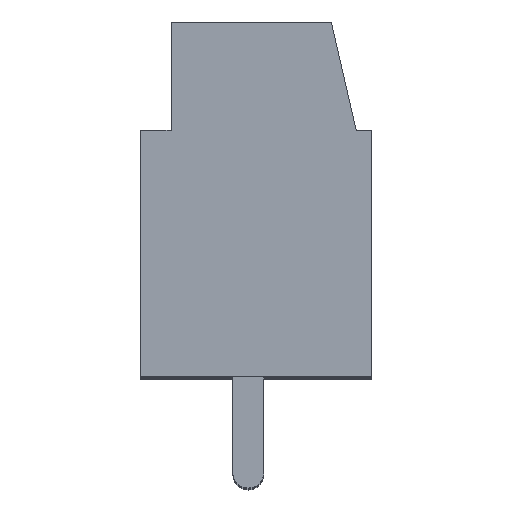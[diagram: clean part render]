
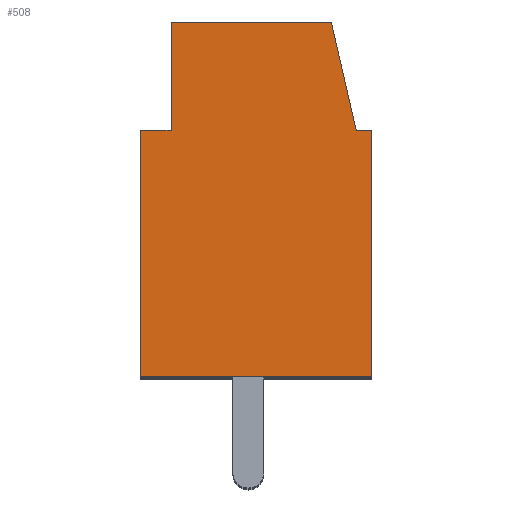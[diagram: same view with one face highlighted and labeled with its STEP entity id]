
A CAD part, top view. The second image highlights one B-rep face of the part: STEP entity #508.
In plain terms, the highlighted planar face has unit normal (0, 0, 1).
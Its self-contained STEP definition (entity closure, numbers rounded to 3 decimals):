
#508=ADVANCED_FACE( '', ( #927 ), #928, .T. );
#584=CARTESIAN_POINT( '', ( 0., 0., 0. ) );
#585=DIRECTION( '', ( 0., 0., 1. ) );
#586=DIRECTION( '', ( 1., 0., 0. ) );
#927=FACE_OUTER_BOUND( '', #1391, .T. );
#928=PLANE( '', #1392 );
#1391=EDGE_LOOP( '', ( #2573, #2574, #2575, #2576, #2577, #2578, #2579, #2580 ) );
#1392=AXIS2_PLACEMENT_3D( '', #2581, #585, #586 );
#1533=DIRECTION( '', ( 0., 1., 0. ) );
#1534=DIRECTION( '', ( -1., 0., 0. ) );
#1572=DIRECTION( '', ( 0., -1., 0. ) );
#2573=ORIENTED_EDGE( '', *, *, #3831, .T. );
#2574=ORIENTED_EDGE( '', *, *, #3761, .T. );
#2575=ORIENTED_EDGE( '', *, *, #3459, .T. );
#2576=ORIENTED_EDGE( '', *, *, #3832, .F. );
#2577=ORIENTED_EDGE( '', *, *, #3493, .F. );
#2578=ORIENTED_EDGE( '', *, *, #3790, .T. );
#2579=ORIENTED_EDGE( '', *, *, #3271, .T. );
#2580=ORIENTED_EDGE( '', *, *, #3538, .T. );
#2581=CARTESIAN_POINT( '', ( -8.433, 0.923, 0. ) );
#3271=EDGE_CURVE( '', #4022, #4026, #4028, .T. );
#3459=EDGE_CURVE( '', #4359, #4357, #4360, .T. );
#3493=EDGE_CURVE( '', #4421, #4423, #4424, .T. );
#3538=EDGE_CURVE( '', #4026, #3988, #4496, .T. );
#3761=EDGE_CURVE( '', #4807, #4359, #4450, .T. );
#3790=EDGE_CURVE( '', #4421, #4022, #4450, .T. );
#3831=EDGE_CURVE( '', #3988, #4807, #4886, .T. );
#3832=EDGE_CURVE( '', #4423, #4357, #4887, .T. );
#3988=VERTEX_POINT( '', #584 );
#4022=VERTEX_POINT( '', #5123 );
#4026=VERTEX_POINT( '', #5125 );
#4028=LINE( '', #5127, #5084 );
#4357=VERTEX_POINT( '', #5511 );
#4359=VERTEX_POINT( '', #5512 );
#4360=LINE( '', #5512, #5513 );
#4421=VERTEX_POINT( '', #5573 );
#4423=VERTEX_POINT( '', #5575 );
#4424=LINE( '', #5576, #5101 );
#4450=LINE( '', #5369, #5130 );
#4496=LINE( '', #5641, #4998 );
#4807=VERTEX_POINT( '', #5918 );
#4886=LINE( '', #584, #5101 );
#4887=LINE( '', #5617, #4998 );
#4998=VECTOR( '', #586, 1000. );
#5084=VECTOR( '', #1572, 1000. );
#5101=VECTOR( '', #1533, 1000. );
#5123=CARTESIAN_POINT( '', ( -7.5, 8., 0. ) );
#5125=CARTESIAN_POINT( '', ( -7.5, 0., 0. ) );
#5127=CARTESIAN_POINT( '', ( -7.5, 0., 0. ) );
#5130=VECTOR( '', #1534, 1000. );
#5369=CARTESIAN_POINT( '', ( -4., 8., 0. ) );
#5511=CARTESIAN_POINT( '', ( -1.308, 11.5, 0. ) );
#5512=CARTESIAN_POINT( '', ( -0.5, 8., 0. ) );
#5513=VECTOR( '', #6110, 1000. );
#5573=CARTESIAN_POINT( '', ( -6.5, 8., 0. ) );
#5575=CARTESIAN_POINT( '', ( -6.5, 11.5, 0. ) );
#5576=CARTESIAN_POINT( '', ( -6.5, 0., 0. ) );
#5617=CARTESIAN_POINT( '', ( -4., 11.5, 0. ) );
#5641=CARTESIAN_POINT( '', ( -4., 0., 0. ) );
#5918=CARTESIAN_POINT( '', ( 0., 8., 0. ) );
#6110=DIRECTION( '', ( -0.225, 0.974, 0. ) );
